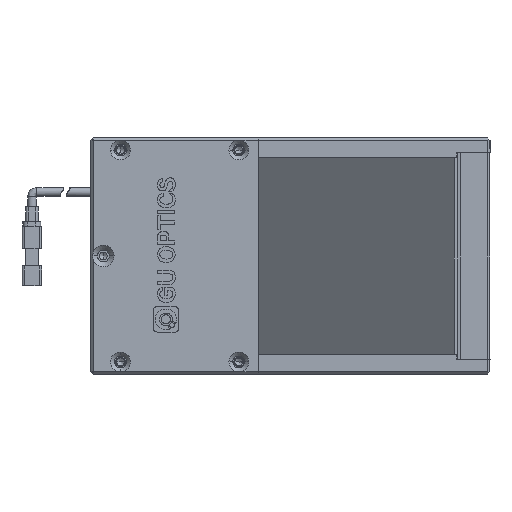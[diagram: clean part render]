
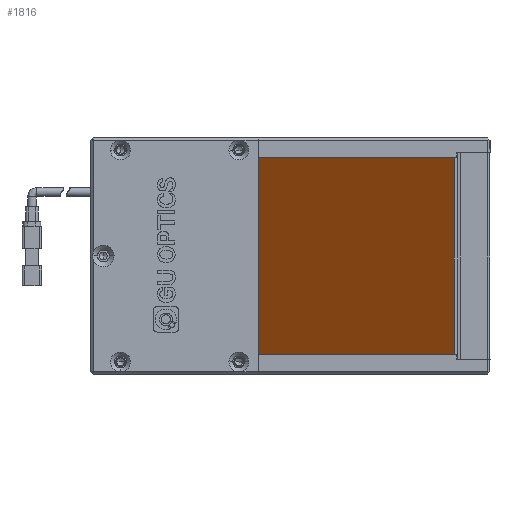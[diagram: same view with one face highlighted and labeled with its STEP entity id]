
A CAD part, front view. The second image highlights one B-rep face of the part: STEP entity #1816.
In plain terms, the highlighted planar face has unit normal (-0.707, -0.707, 0).
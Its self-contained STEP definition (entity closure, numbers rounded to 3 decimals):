
#416 = ORIENTED_EDGE ( 'NONE', *, *, #15872, .T. ) ;
#1262 = ORIENTED_EDGE ( 'NONE', *, *, #2260, .T. ) ;
#1816 = ADVANCED_FACE ( 'NONE', ( #15725 ), #25971, .T. ) ;
#2260 = EDGE_CURVE ( 'NONE', #3835, #3930, #12703, .T. ) ;
#3428 = CARTESIAN_POINT ( 'NONE',  ( -13.245, 34.896, -37. ) ) ;
#3835 = VERTEX_POINT ( 'NONE', #24265 ) ;
#3930 = VERTEX_POINT ( 'NONE', #4945 ) ;
#4654 = EDGE_CURVE ( 'NONE', #3930, #22033, #5412, .T. ) ;
#4945 = CARTESIAN_POINT ( 'NONE',  ( 29.181, -7.53, 4.8 ) ) ;
#5412 = LINE ( 'NONE', #21160, #22586 ) ;
#6063 = VECTOR ( 'NONE', #8835, 1000. ) ;
#7705 = DIRECTION ( 'NONE',  ( -0.707, 0.707, 0. ) ) ;
#8817 = EDGE_LOOP ( 'NONE', ( #1262, #25238, #24998, #416 ) ) ;
#8835 = DIRECTION ( 'NONE',  ( 0., 0., -1. ) ) ;
#9125 = DIRECTION ( 'NONE',  ( 0.707, -0.707, 0. ) ) ;
#9286 = DIRECTION ( 'NONE',  ( 0., 0., 1. ) ) ;
#11409 = CARTESIAN_POINT ( 'NONE',  ( 7.968, 13.683, -37. ) ) ;
#12617 = CARTESIAN_POINT ( 'NONE',  ( -14.094, 35.744, -37.836 ) ) ;
#12703 = LINE ( 'NONE', #20497, #18676 ) ;
#13401 = CARTESIAN_POINT ( 'NONE',  ( -13.245, 34.896, -16.1 ) ) ;
#14193 = EDGE_CURVE ( 'NONE', #22033, #15035, #17999, .T. ) ;
#14874 = DIRECTION ( 'NONE',  ( 0.707, -0.707, 0. ) ) ;
#15035 = VERTEX_POINT ( 'NONE', #3428 ) ;
#15725 = FACE_OUTER_BOUND ( 'NONE', #8817, .T. ) ;
#15872 = EDGE_CURVE ( 'NONE', #15035, #3835, #23595, .T. ) ;
#17999 = LINE ( 'NONE', #13401, #6063 ) ;
#18322 = VECTOR ( 'NONE', #9125, 1000. ) ;
#18676 = VECTOR ( 'NONE', #9286, 1000. ) ;
#20497 = CARTESIAN_POINT ( 'NONE',  ( 29.181, -7.53, -16.1 ) ) ;
#21160 = CARTESIAN_POINT ( 'NONE',  ( 7.968, 13.683, 4.8 ) ) ;
#21897 = CARTESIAN_POINT ( 'NONE',  ( -13.245, 34.896, 4.8 ) ) ;
#22033 = VERTEX_POINT ( 'NONE', #21897 ) ;
#22586 = VECTOR ( 'NONE', #7705, 1000. ) ;
#23595 = LINE ( 'NONE', #11409, #18322 ) ;
#24265 = CARTESIAN_POINT ( 'NONE',  ( 29.181, -7.53, -37. ) ) ;
#24998 = ORIENTED_EDGE ( 'NONE', *, *, #14193, .T. ) ;
#25238 = ORIENTED_EDGE ( 'NONE', *, *, #4654, .T. ) ;
#25971 = PLANE ( 'NONE',  #29003 ) ;
#28378 = DIRECTION ( 'NONE',  ( -0.707, -0.707, 0. ) ) ;
#29003 = AXIS2_PLACEMENT_3D ( 'NONE', #12617, #28378, #14874 ) ;
